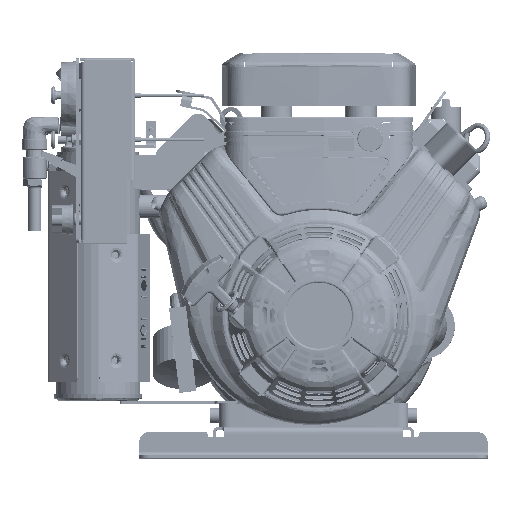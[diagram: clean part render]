
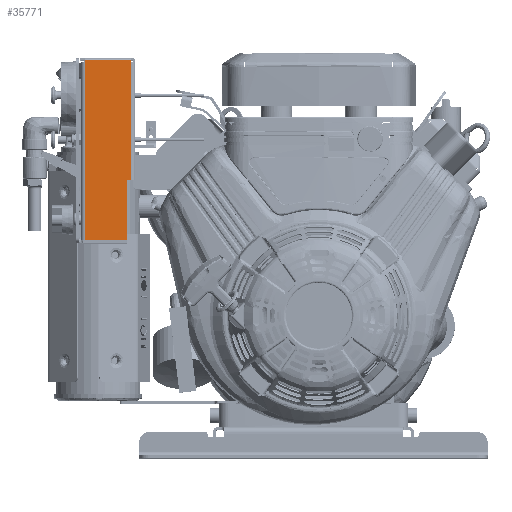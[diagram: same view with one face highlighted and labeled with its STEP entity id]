
A CAD part, top view. The second image highlights one B-rep face of the part: STEP entity #35771.
In plain terms, the highlighted planar face has unit normal (0, 0, 1).
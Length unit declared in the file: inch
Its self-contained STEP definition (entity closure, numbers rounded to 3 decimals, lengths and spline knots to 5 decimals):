
#5473 = ORIENTED_EDGE ( 'NONE', *, *, #368072, .T. ) ;
#6846 = DIRECTION ( 'NONE',  ( -1., 0., 0. ) ) ;
#10159 = ORIENTED_EDGE ( 'NONE', *, *, #340744, .T. ) ;
#13446 = VERTEX_POINT ( 'NONE', #77274 ) ;
#35771 = ADVANCED_FACE ( 'NONE', ( #296207 ), #268533, .T. ) ;
#46006 = DIRECTION ( 'NONE',  ( -1., 0., 0. ) ) ;
#60202 = CARTESIAN_POINT ( 'NONE',  ( -5.85259, 12.0887, 11.45933 ) ) ;
#63714 = VECTOR ( 'NONE', #379477, 39.37008 ) ;
#63713 = DIRECTION ( 'NONE',  ( 0., -1., 0. ) ) ;
#70349 = VERTEX_POINT ( 'NONE', #189740 ) ;
#75793 = DIRECTION ( 'NONE',  ( 1., 0., 0. ) ) ;
#77274 = CARTESIAN_POINT ( 'NONE',  ( -8.8821, 6.4264, 11.45933 ) ) ;
#88800 = CARTESIAN_POINT ( 'NONE',  ( -11.08059, 1.9264, 11.45933 ) ) ;
#98161 = EDGE_CURVE ( 'NONE', #374432, #249101, #334941, .T. ) ;
#100470 = LINE ( 'NONE', #372303, #178238 ) ;
#102789 = CARTESIAN_POINT ( 'NONE',  ( -11.08059, 11.9964, 11.45933 ) ) ;
#103323 = LINE ( 'NONE', #343778, #292470 ) ;
#111821 = EDGE_CURVE ( 'NONE', #249101, #13446, #288883, .T. ) ;
#115265 = CARTESIAN_POINT ( 'NONE',  ( -9.10259, 3.6014, 11.45933 ) ) ;
#116837 = DIRECTION ( 'NONE',  ( 1., 0., 0. ) ) ;
#128801 = VECTOR ( 'NONE', #75793, 39.37008 ) ;
#151694 = DIRECTION ( 'NONE',  ( 0., 1., 0. ) ) ;
#154064 = EDGE_CURVE ( 'NONE', #325437, #207185, #358817, .T. ) ;
#156465 = LINE ( 'NONE', #274644, #355818 ) ;
#162894 = ORIENTED_EDGE ( 'NONE', *, *, #154064, .F. ) ;
#173326 = DIRECTION ( 'NONE',  ( 0., 1., 0. ) ) ;
#178238 = VECTOR ( 'NONE', #220705, 39.37008 ) ;
#189740 = CARTESIAN_POINT ( 'NONE',  ( -8.90659, 12.0887, 11.45933 ) ) ;
#192248 = CARTESIAN_POINT ( 'NONE',  ( -11.64059, 3.6014, 11.45933 ) ) ;
#197665 = VECTOR ( 'NONE', #6846, 39.37008 ) ;
#205590 = DIRECTION ( 'NONE',  ( 0., 0., 1. ) ) ;
#207185 = VERTEX_POINT ( 'NONE', #102789 ) ;
#220705 = DIRECTION ( 'NONE',  ( 0., 1., 0. ) ) ;
#224138 = VERTEX_POINT ( 'NONE', #296662 ) ;
#225171 = CARTESIAN_POINT ( 'NONE',  ( -8.90659, 11.9964, 11.45933 ) ) ;
#225674 = LINE ( 'NONE', #192248, #128801 ) ;
#231726 = CARTESIAN_POINT ( 'NONE',  ( -9.10259, 6.4264, 11.45933 ) ) ;
#240343 = CARTESIAN_POINT ( 'NONE',  ( -9.10259, 3.6014, 11.45933 ) ) ;
#240528 = DIRECTION ( 'NONE',  ( 0., 1., 0. ) ) ;
#242407 = AXIS2_PLACEMENT_3D ( 'NONE', #384873, #205590, #116837 ) ;
#242692 = VERTEX_POINT ( 'NONE', #225171 ) ;
#246471 = ORIENTED_EDGE ( 'NONE', *, *, #261008, .T. ) ;
#249101 = VERTEX_POINT ( 'NONE', #295928 ) ;
#258364 = EDGE_LOOP ( 'NONE', ( #355655, #5473, #10159, #372194, #262820, #355846, #162894, #246471, #361329 ) ) ;
#261008 = EDGE_CURVE ( 'NONE', #325437, #374432, #225674, .T. ) ;
#262820 = ORIENTED_EDGE ( 'NONE', *, *, #347559, .T. ) ;
#268533 = PLANE ( 'NONE',  #242407 ) ;
#273525 = VECTOR ( 'NONE', #173326, 39.37008 ) ;
#274644 = CARTESIAN_POINT ( 'NONE',  ( -11.08059, 12.2964, 11.45933 ) ) ;
#288883 = LINE ( 'NONE', #231726, #63714 ) ;
#292470 = VECTOR ( 'NONE', #46006, 39.37008 ) ;
#295928 = CARTESIAN_POINT ( 'NONE',  ( -9.10259, 6.4264, 11.45933 ) ) ;
#296207 = FACE_OUTER_BOUND ( 'NONE', #258364, .T. ) ;
#296662 = CARTESIAN_POINT ( 'NONE',  ( -8.8821, 11.9964, 11.45933 ) ) ;
#304392 = CARTESIAN_POINT ( 'NONE',  ( -11.08059, 3.6014, 11.45933 ) ) ;
#307637 = EDGE_CURVE ( 'NONE', #373855, #207185, #156465, .T. ) ;
#311954 = LINE ( 'NONE', #321120, #273525 ) ;
#321120 = CARTESIAN_POINT ( 'NONE',  ( -8.90659, 11.9964, 11.45933 ) ) ;
#325437 = VERTEX_POINT ( 'NONE', #304392 ) ;
#330351 = LINE ( 'NONE', #60202, #197665 ) ;
#330934 = CARTESIAN_POINT ( 'NONE',  ( -11.08059, 12.0887, 11.45933 ) ) ;
#333547 = VECTOR ( 'NONE', #240528, 39.37008 ) ;
#334941 = LINE ( 'NONE', #240343, #341257 ) ;
#340744 = EDGE_CURVE ( 'NONE', #224138, #242692, #103323, .T. ) ;
#341257 = VECTOR ( 'NONE', #151694, 39.37008 ) ;
#343778 = CARTESIAN_POINT ( 'NONE',  ( -8.65659, 11.9964, 11.45933 ) ) ;
#347559 = EDGE_CURVE ( 'NONE', #70349, #373855, #330351, .T. ) ;
#355655 = ORIENTED_EDGE ( 'NONE', *, *, #111821, .T. ) ;
#355818 = VECTOR ( 'NONE', #63713, 39.37008 ) ;
#355846 = ORIENTED_EDGE ( 'NONE', *, *, #307637, .T. ) ;
#358817 = LINE ( 'NONE', #88800, #333547 ) ;
#361329 = ORIENTED_EDGE ( 'NONE', *, *, #98161, .T. ) ;
#368072 = EDGE_CURVE ( 'NONE', #13446, #224138, #100470, .T. ) ;
#372194 = ORIENTED_EDGE ( 'NONE', *, *, #384686, .T. ) ;
#372303 = CARTESIAN_POINT ( 'NONE',  ( -8.8821, 1.9264, 11.45933 ) ) ;
#373855 = VERTEX_POINT ( 'NONE', #330934 ) ;
#374432 = VERTEX_POINT ( 'NONE', #115265 ) ;
#379477 = DIRECTION ( 'NONE',  ( 1., 0., 0. ) ) ;
#384686 = EDGE_CURVE ( 'NONE', #242692, #70349, #311954, .T. ) ;
#384873 = CARTESIAN_POINT ( 'NONE',  ( -5.85259, 1.9264, 11.45933 ) ) ;
